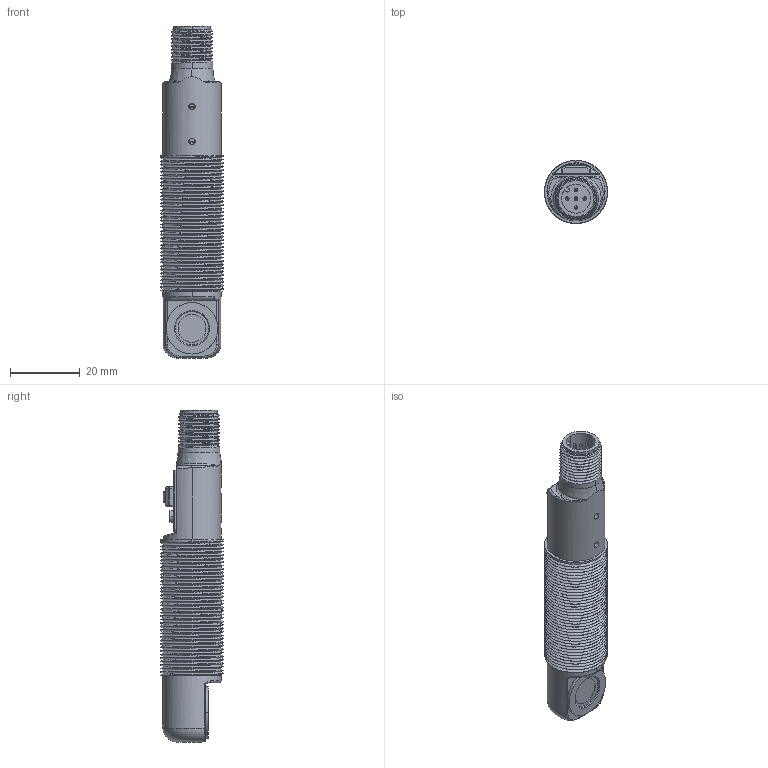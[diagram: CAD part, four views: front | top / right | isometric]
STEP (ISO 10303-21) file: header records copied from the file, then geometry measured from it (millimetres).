
FILE_DESCRIPTION((''),'2;1');
FILE_NAME('159580_ASM','2015-10-27T',('pdmadmin'),(''),'PRO/ENGINEER BY PARAMETRIC TECHNOLOGY CORPORATION, 2013230','PRO/ENGINEER BY PARAMETRIC TECHNOLOGY CORPORATION, 2013230','');
FILE_SCHEMA(('CONFIG_CONTROL_DESIGN'));
Products named in the file (13): 65018; 41089; 67463; 65020; 65019; 115456_ASM; 112050; 70659; 112028; 111110; 112027; 112031_ASM; 159580_ASM
Assembly tree (12 placements, depth 3):
  159580_ASM
    65018
    41089
    67463
    115456_ASM
      65020
      65019
    112050
    112031_ASM
      70659
      112028
      111110
      112027
Bounding box: 18 x 18 x 95 mm (x, y, z)
Volume: 7736.3 mm3; surface area: 16274.2 mm2
Topology: 10 solids, 10 shells, 619 faces, 1546 edges, 970 vertices
Faces by surface type: cylinder 259, plane 225, bspline 82, cone 31, torus 18, sphere 4
Entity records: 33702 total; most frequent: CARTESIAN_POINT 19339, ORIENTED_EDGE 3068, DIRECTION 2736, EDGE_CURVE 1534, AXIS2_PLACEMENT_3D 989, VERTEX_POINT 970, VECTOR 758, LINE 758
